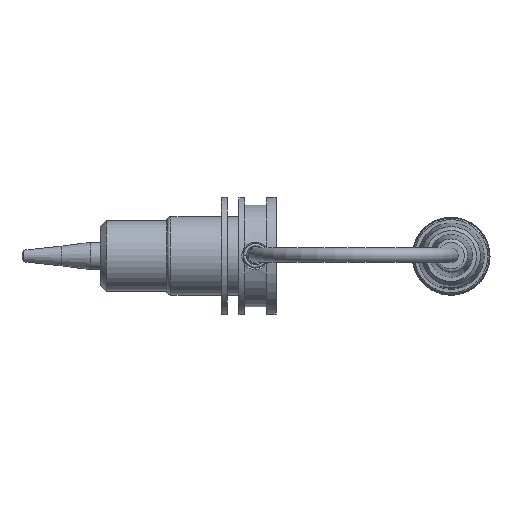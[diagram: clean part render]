
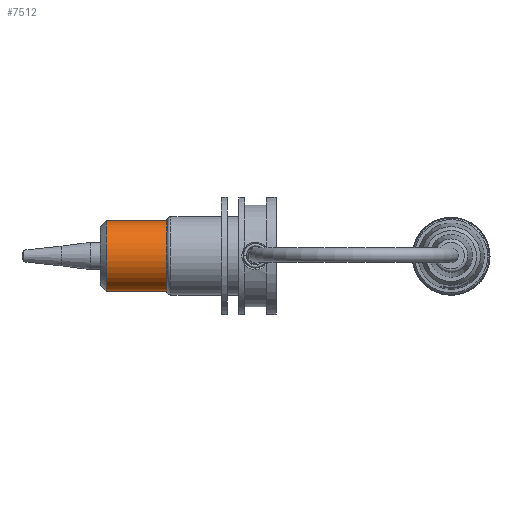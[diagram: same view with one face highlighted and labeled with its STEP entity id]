
A CAD part, top view. The second image highlights one B-rep face of the part: STEP entity #7512.
In plain terms, the highlighted cylindrical face has radius 9 mm (diameter 18 mm), a full revolution.
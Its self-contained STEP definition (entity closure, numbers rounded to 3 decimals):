
#1712=FACE_BOUND('',#2579,.T.);
#2111=FACE_OUTER_BOUND('',#2578,.T.);
#2578=EDGE_LOOP('',(#6661));
#2579=EDGE_LOOP('',(#6662));
#2949=CIRCLE('',#8289,9.);
#2950=CIRCLE('',#8290,9.);
#3638=VERTEX_POINT('',#17217);
#3639=VERTEX_POINT('',#17219);
#4648=EDGE_CURVE('',#3638,#3638,#2949,.T.);
#4649=EDGE_CURVE('',#3639,#3639,#2950,.T.);
#6661=ORIENTED_EDGE('',*,*,#4648,.T.);
#6662=ORIENTED_EDGE('',*,*,#4649,.F.);
#6712=CYLINDRICAL_SURFACE('',#8288,9.);
#7512=ADVANCED_FACE('',(#2111,#1712),#6712,.T.);
#8288=AXIS2_PLACEMENT_3D('',#17216,#10412,#10413);
#8289=AXIS2_PLACEMENT_3D('',#17218,#10414,#10415);
#8290=AXIS2_PLACEMENT_3D('',#17220,#10416,#10417);
#10412=DIRECTION('center_axis',(-1.,0.,0.));
#10413=DIRECTION('ref_axis',(0.,0.882,0.472));
#10414=DIRECTION('center_axis',(-1.,0.,0.));
#10415=DIRECTION('ref_axis',(0.,-0.472,0.882));
#10416=DIRECTION('center_axis',(-1.,0.,0.));
#10417=DIRECTION('ref_axis',(0.,-0.472,0.882));
#17216=CARTESIAN_POINT('Origin',(-8.85,0.,
0.046));
#17217=CARTESIAN_POINT('',(7.9,7.935,4.293));
#17218=CARTESIAN_POINT('Origin',(7.9,0.,
0.046));
#17219=CARTESIAN_POINT('',(-25.6,7.935,4.293));
#17220=CARTESIAN_POINT('Origin',(-25.6,0.,
0.046));
